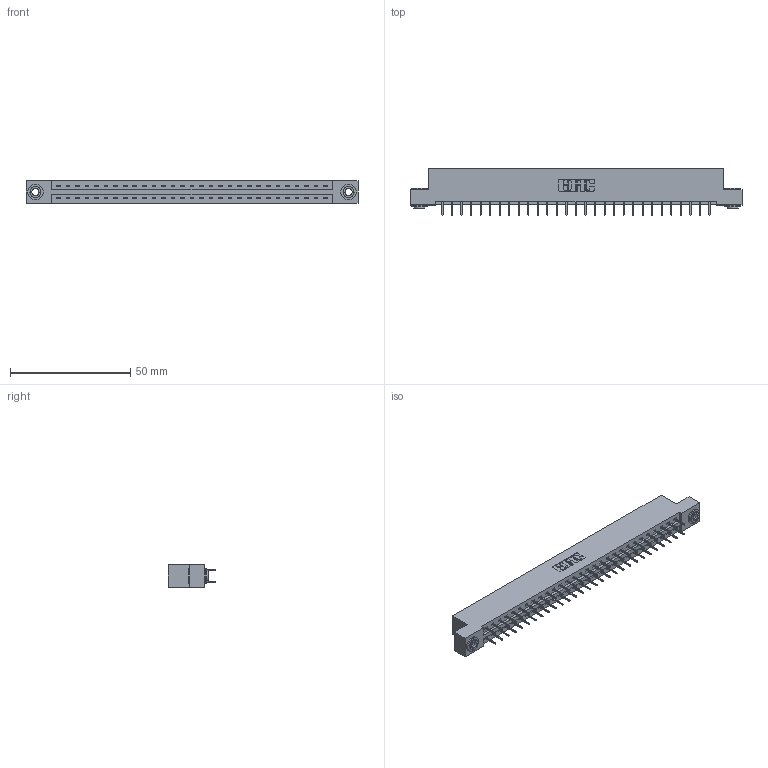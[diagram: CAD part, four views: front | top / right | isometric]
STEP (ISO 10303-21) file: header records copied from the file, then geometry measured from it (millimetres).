
FILE_DESCRIPTION (( 'STEP AP203' ), '1' );
FILE_NAME ('387-058-524-203.STEP', '2018-09-21T01:14:21', ( '' ), ( '' ), 'SwSTEP 2.0', 'SolidWorks 2016', '' );
FILE_SCHEMA (( 'CONFIG_CONTROL_DESIGN' ));
Length unit declared in the file: inch
Products named in the file (4): 345-250-002_345-250-002-102; 387-058-524-203; 337 Part_Flush Mounting Lugs - 0.156 Dia-TH; 345-292-001_345-293-124
Assembly tree (61 placements, depth 2):
  387-058-524-203
    337 Part_Flush Mounting Lugs - 0.156 Dia-TH
    345-292-001_345-293-124  x58
    345-250-002_345-250-002-102  x2
Bounding box: 137.92 x 19.69 x 9.4 mm (x, y, z)
Volume: 14293.9 mm3; surface area: 15985.5 mm2
Topology: 61 solids, 61 shells, 3516 faces, 9957 edges, 6402 vertices
Faces by surface type: plane 2632, cylinder 876, cone 8
Entity records: 24890 total; most frequent: CARTESIAN_POINT 4177, ORIENTED_EDGE 4106, DIRECTION 3611, EDGE_CURVE 2053, LINE 1905, VECTOR 1905, VERTEX_POINT 1362, AXIS2_PLACEMENT_3D 853
